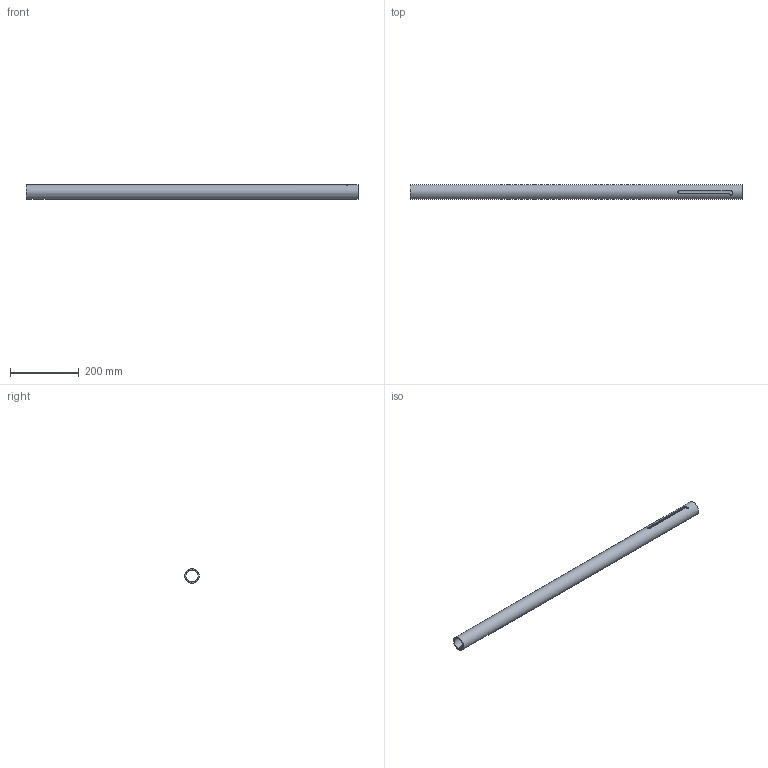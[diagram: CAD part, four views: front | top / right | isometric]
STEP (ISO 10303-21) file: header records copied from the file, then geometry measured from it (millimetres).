
FILE_DESCRIPTION(/* description */ (''),/* implementation_level */ '2;1');
FILE_NAME(/* name */ 'FE-00028_1.stp',/* time_stamp */ '2017-01-08T11:54:51-05:00',/* author */ ('jeff1'),/* organization */ (''),/* preprocessor_version */ 'ST-DEVELOPER v16.5',/* originating_system */ 'Autodesk Inventor 2017',/* authorisation */ '');
FILE_SCHEMA (('AUTOMOTIVE_DESIGN { 1 0 10303 214 3 1 1 }'));
Length unit declared in the file: inch
Products named in the file (1): FE-00028_1
Bounding box: 965.2 x 42.16 x 42.16 mm (x, y, z)
Volume: 411784.1 mm3; surface area: 234003.3 mm2
Topology: 1 solids, 1 shells, 19 faces, 51 edges, 34 vertices
Faces by surface type: plane 10, cylinder 9
Full cylindrical faces by diameter (mm): 35.052 x1, 42.164 x1
Entity records: 827 total; most frequent: CARTESIAN_POINT 327, ORIENTED_EDGE 98, DIRECTION 83, EDGE_CURVE 49, VERTEX_POINT 34, EDGE_LOOP 29, AXIS2_PLACEMENT_3D 28, LINE 27
